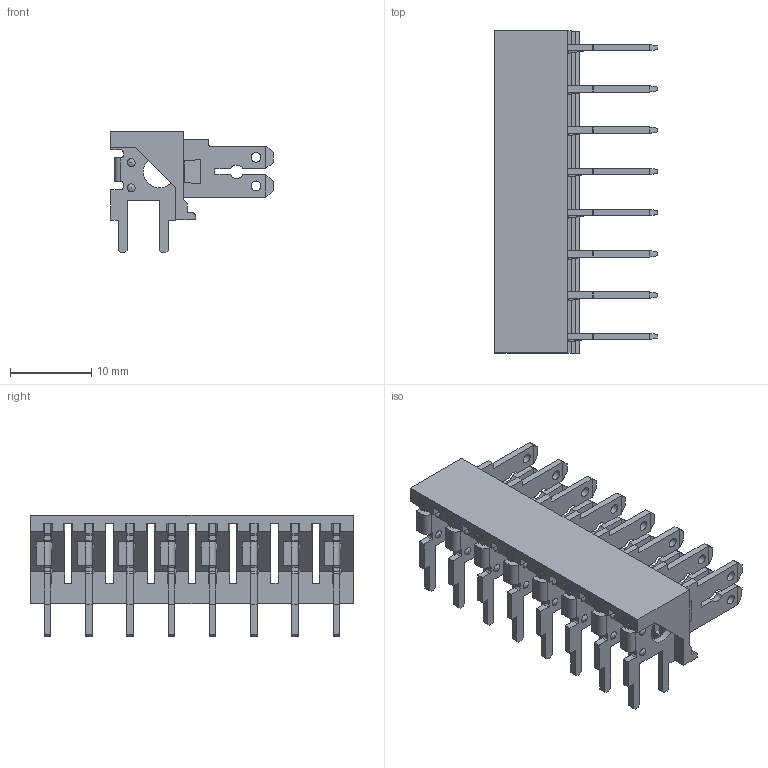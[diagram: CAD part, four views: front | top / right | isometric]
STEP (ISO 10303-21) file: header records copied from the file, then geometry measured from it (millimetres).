
FILE_DESCRIPTION(/* description */ ('Unknown'),/* implementation_level */ '2;1');
FILE_NAME(/* name */ '638207122008',/* time_stamp */ '2020-10-05T10:32:51+02:00',/* author */ ('Unknown'),/* organization */ ('Unknown'),/* preprocessor_version */ 'ST-DEVELOPER v16.7',/* originating_system */ 'DEX',/* authorisation */ $);
FILE_SCHEMA (('AUTOMOTIVE_DESIGN {1 0 10303 214 3 1 1}'));
Length unit declared in the file: millimetre
Products named in the file (3): 6382071220xx; 63800002015; 63800613722
Assembly tree (9 placements, depth 2):
  6382071220xx
    63800002015
    63800613722  x8
Bounding box: 20 x 39.68 x 15 mm (x, y, z)
Volume: 2107.5 mm3; surface area: 5250.4 mm2
Topology: 9 solids, 9 shells, 694 faces, 1984 edges, 1278 vertices
Faces by surface type: plane 533, cylinder 113, cone 32, torus 16
Full cylindrical faces by diameter (mm): 1.2 x16, 4 x8
Entity records: 7113 total; most frequent: ORIENTED_EDGE 1270, CARTESIAN_POINT 1263, DIRECTION 1097, EDGE_CURVE 635, LINE 601, VECTOR 601, VERTEX_POINT 414, AXIS2_PLACEMENT_3D 248
